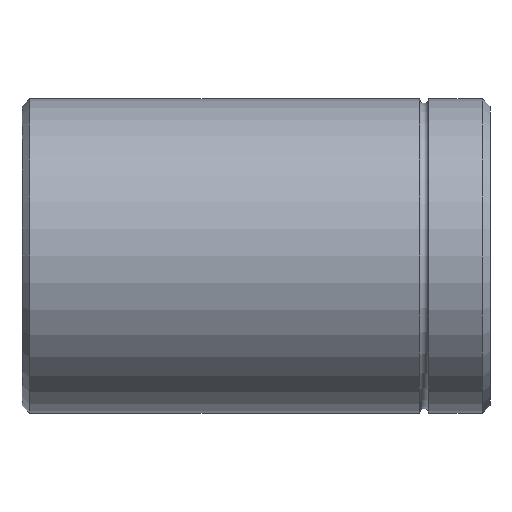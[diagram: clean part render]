
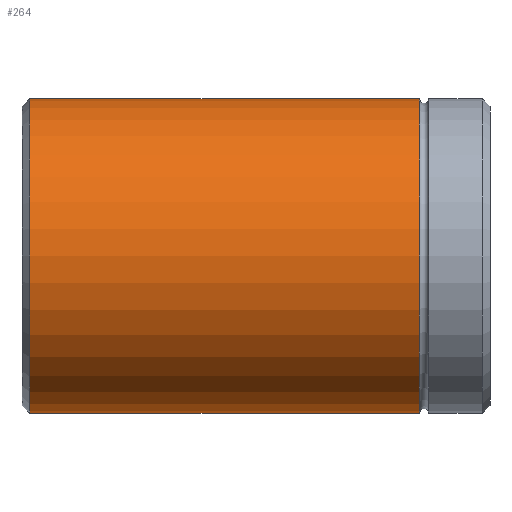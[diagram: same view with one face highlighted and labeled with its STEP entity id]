
A CAD part, front view. The second image highlights one B-rep face of the part: STEP entity #264.
In plain terms, the highlighted cylindrical face has radius 10.25 mm (diameter 20.5 mm), a full revolution.
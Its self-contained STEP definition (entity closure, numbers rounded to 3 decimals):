
#38=CYLINDRICAL_SURFACE('',#308,10.25);
#49=ORIENTED_EDGE('',*,*,#96,.T.);
#50=ORIENTED_EDGE('',*,*,#95,.T.);
#95=EDGE_CURVE('',#119,#119,#143,.T.);
#96=EDGE_CURVE('',#120,#120,#144,.F.);
#119=VERTEX_POINT('',#461);
#120=VERTEX_POINT('',#464);
#143=CIRCLE('',#307,10.25);
#144=CIRCLE('',#309,10.25);
#169=EDGE_LOOP('',(#49));
#170=EDGE_LOOP('',(#50));
#217=FACE_BOUND('',#169,.T.);
#218=FACE_BOUND('',#170,.T.);
#264=ADVANCED_FACE('',(#217,#218),#38,.T.);
#307=AXIS2_PLACEMENT_3D('',#460,#367,#368);
#308=AXIS2_PLACEMENT_3D('',#462,#369,#370);
#309=AXIS2_PLACEMENT_3D('',#463,#371,#372);
#367=DIRECTION('',(-1.,0.,0.));
#368=DIRECTION('',(0.,0.,1.));
#369=DIRECTION('',(-1.,0.,0.));
#370=DIRECTION('',(0.,0.,1.));
#371=DIRECTION('',(-1.,0.,0.));
#372=DIRECTION('',(0.,0.,1.));
#460=CARTESIAN_POINT('',(25.9,0.,0.));
#461=CARTESIAN_POINT('',(25.9,0.,10.25));
#462=CARTESIAN_POINT('',(-30.,0.,0.));
#463=CARTESIAN_POINT('',(0.5,0.,0.));
#464=CARTESIAN_POINT('',(0.5,0.,10.25));
